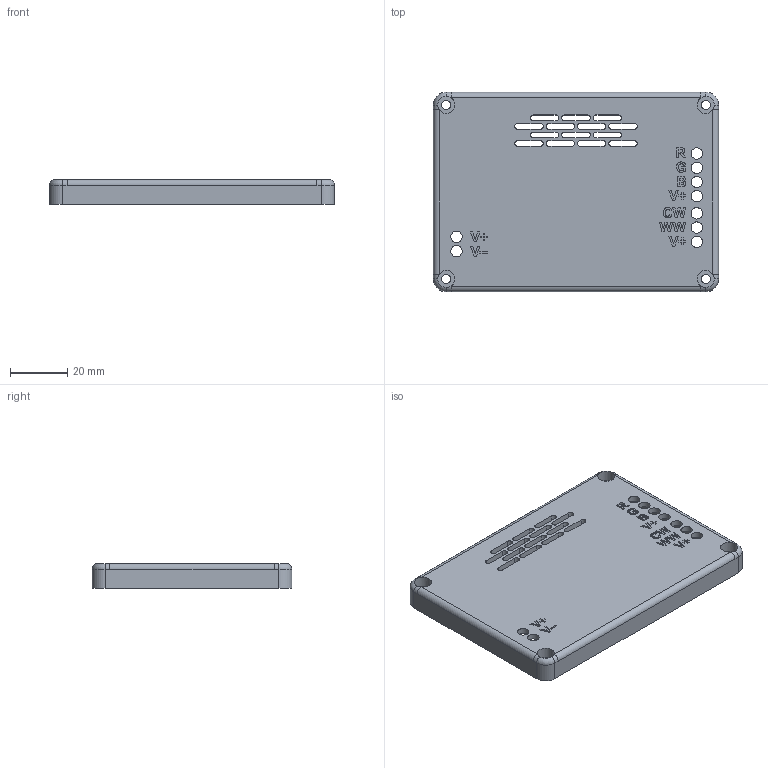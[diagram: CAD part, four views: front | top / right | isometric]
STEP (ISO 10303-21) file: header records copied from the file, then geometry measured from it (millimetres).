
FILE_DESCRIPTION(/* description */ ('','CAx-IF Rec.Pracs.---Representation and Presentation of Product Manufacturing Information (PMI)---4.0---2014-10-13'),/* implementation_level */ '2;1');
FILE_NAME(/* name */ 'LuminX PWM v1.0 Lid.step',/* time_stamp */ '2024-12-15T00:26:49+01:00',/* author */ (''),/* organization */ (''),/* preprocessor_version */ 'ST-DEVELOPER v20',/* originating_system */ 'Autodesk Translation Framework v13.20.0.188',/* authorisation */ '');
FILE_SCHEMA (('AP242_MANAGED_MODEL_BASED_3D_ENGINEERING_MIM_LF { 1 0 10303 442 1 1 4 }'));
Length unit declared in the file: millimetre
Products named in the file (1): Lid
Bounding box: 100 x 70 x 8.75 mm (x, y, z)
Volume: 17537.5 mm3; surface area: 19298.3 mm2
Topology: 1 solids, 1 shells, 356 faces, 984 edges, 650 vertices
Faces by surface type: plane 201, cylinder 77, bspline 74, torus 4
Full cylindrical faces by diameter (mm): 3.2 x4, 4 x9, 6 x4
Entity records: 12141 total; most frequent: CARTESIAN_POINT 3289, ORIENTED_EDGE 1968, DIRECTION 1546, EDGE_CURVE 984, LINE 676, VECTOR 676, VERTEX_POINT 650, AXIS2_PLACEMENT_3D 435
